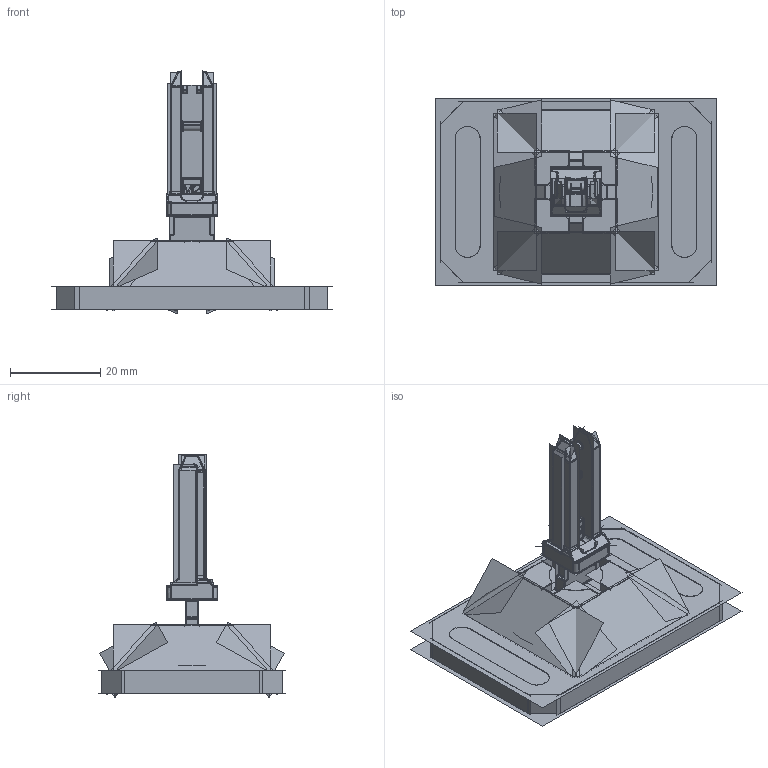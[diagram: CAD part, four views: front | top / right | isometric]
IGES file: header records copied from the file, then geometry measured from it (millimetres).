
Start section:  PTC IGES file: 222653.igs
Global section: file name: 222653.igs; native system: Creo Parametric by PTC Inc.; preprocessor: 2019292; author: PDMAdmin; organization: Unknown; date: 20210405.130157; units: millimetre
Bounding box: 62.4 x 41.6 x 54.01 mm (x, y, z)
Volume: 13370.8 mm3; surface area: 48397.7 mm2
Topology: 1 solids, 1 shells, 992 faces, 5046 edges, 6313 vertices
Faces by surface type: revolution 564, bspline 428
